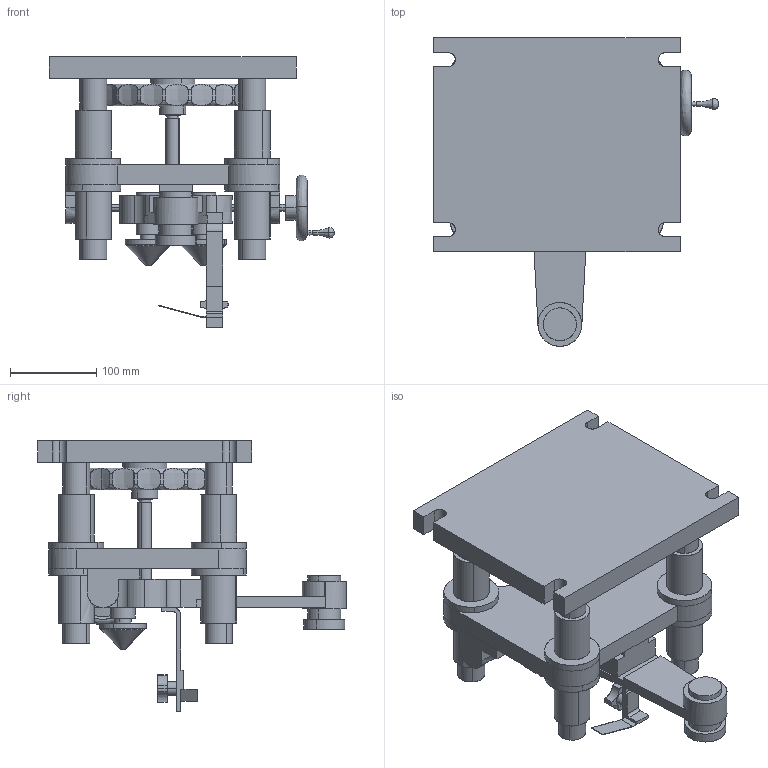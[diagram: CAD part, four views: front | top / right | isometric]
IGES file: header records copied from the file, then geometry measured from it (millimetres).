
Start section: SolidWorks IGES file using analytic representation for surfaces
Global section: file name: 5150.IGS; native system: SolidWorks 2013; preprocessor: SolidWorks 2013; author: igipson; date: 130816.112441; units: inch
Bounding box: 330.25 x 357.01 x 313.69 mm (x, y, z)
Surface area: 581010.5 mm2 (no closed solid volume)
Topology: 0 solids, 0 shells, 386 faces, 9179 edges, 9174 vertices
Faces by surface type: revolution 211, bspline 175
